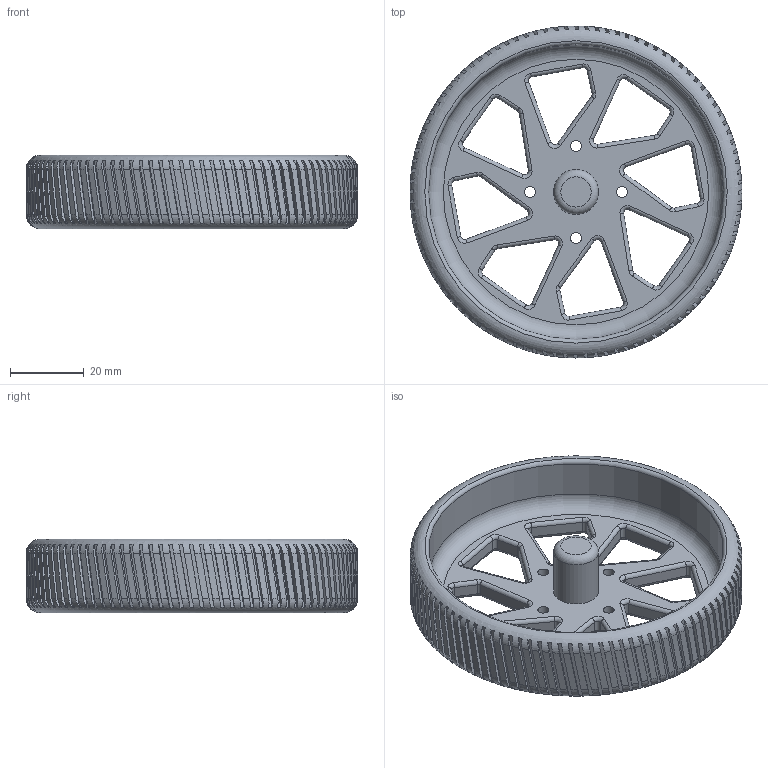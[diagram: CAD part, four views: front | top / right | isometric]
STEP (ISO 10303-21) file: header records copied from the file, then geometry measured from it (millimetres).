
FILE_DESCRIPTION(/* description */ (''),/* implementation_level */ '2;1');
FILE_NAME(/* name */ 'Wheel.stp',/* time_stamp */ '2020-06-08T17:54:10+02:00',/* author */ ('jguck'),/* organization */ (''),/* preprocessor_version */ 'ST-DEVELOPER v17',/* originating_system */ 'Autodesk Inventor 2019',/* authorisation */ '');
FILE_SCHEMA (('AUTOMOTIVE_DESIGN { 1 0 10303 214 3 1 1 }'));
Length unit declared in the file: millimetre
Products named in the file (1): Wheel
Bounding box: 90 x 90 x 20 mm (x, y, z)
Volume: 41865.6 mm3; surface area: 22878.1 mm2
Topology: 1 solids, 1 shells, 615 faces, 1708 edges, 1100 vertices
Faces by surface type: plane 339, cylinder 206, torus 70
Full cylindrical faces by diameter (mm): 3 x4, 5 x4, 12.2 x1, 80 x1
Entity records: 23085 total; most frequent: CARTESIAN_POINT 7831, ORIENTED_EDGE 3416, DIRECTION 3040, EDGE_CURVE 1708, AXIS2_PLACEMENT_3D 1319, VERTEX_POINT 1100, EDGE_LOOP 644, FACE_OUTER_BOUND 615
